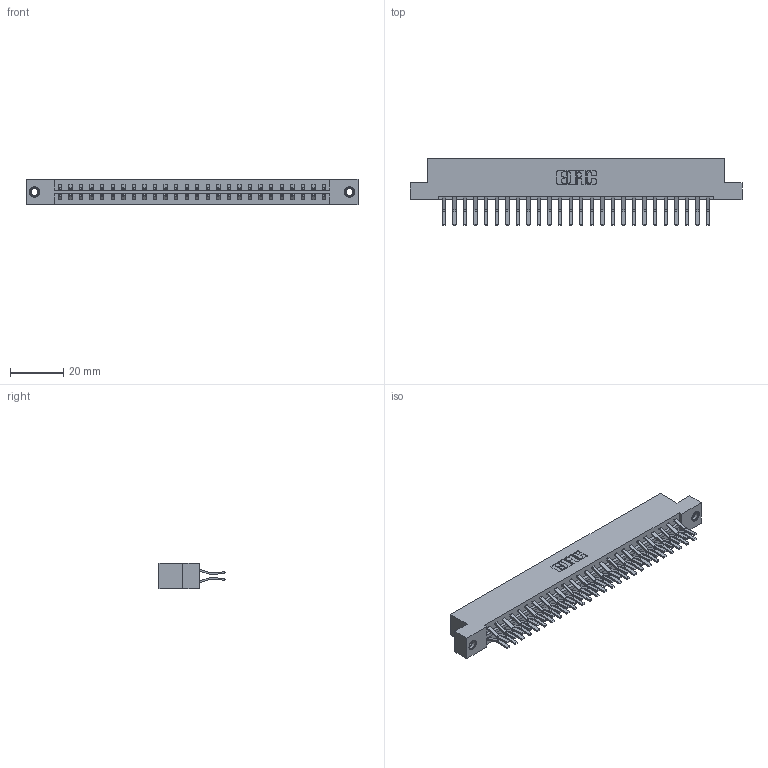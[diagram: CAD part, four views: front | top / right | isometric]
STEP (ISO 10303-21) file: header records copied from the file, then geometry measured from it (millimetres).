
FILE_DESCRIPTION (( 'STEP AP203' ), '1' );
FILE_NAME ('833-052-560-207.STEP', '2020-06-04T20:08:42', ( '' ), ( '' ), 'SwSTEP 2.0', 'SolidWorks 2020', '' );
FILE_SCHEMA (( 'CONFIG_CONTROL_DESIGN' ));
Length unit declared in the file: inch
Products named in the file (4): 345-292-001_560 Tail; 345-250-001_345-250-005-103; 833 Part_Flush - .156 Dia - TI; 833-052-560-207
Assembly tree (55 placements, depth 2):
  833-052-560-207
    833 Part_Flush - .156 Dia - TI
    345-292-001_560 Tail  x52
    345-250-001_345-250-005-103  x2
Bounding box: 124.56 x 24.78 x 9.4 mm (x, y, z)
Volume: 12894.7 mm3; surface area: 16079.3 mm2
Topology: 55 solids, 55 shells, 2982 faces, 8819 edges, 5802 vertices
Faces by surface type: plane 1974, cylinder 992, cone 12, torus 4
Entity records: 20070 total; most frequent: CARTESIAN_POINT 3329, ORIENTED_EDGE 3258, DIRECTION 2907, EDGE_CURVE 1629, LINE 1477, VECTOR 1477, VERTEX_POINT 1080, AXIS2_PLACEMENT_3D 715
